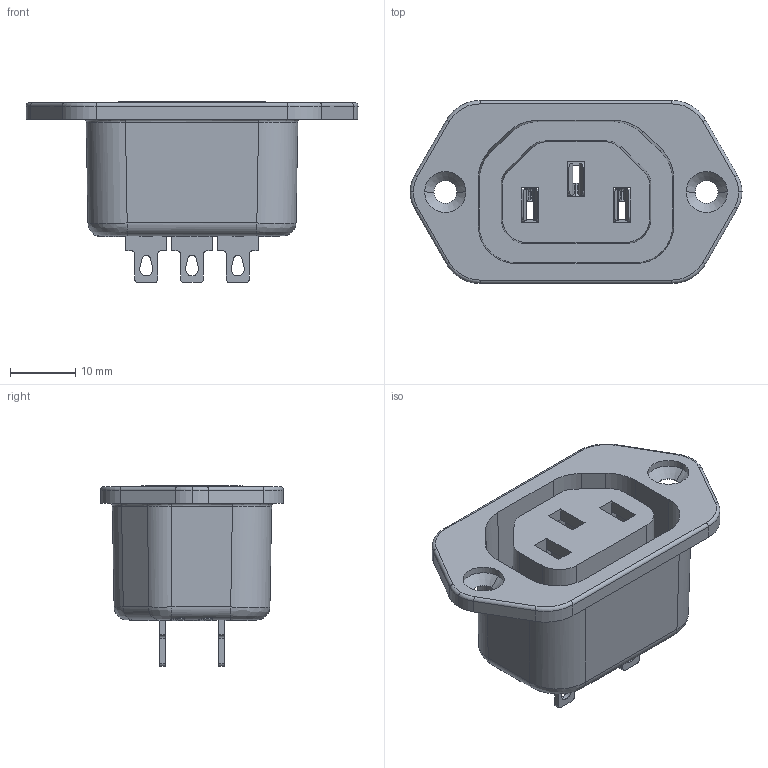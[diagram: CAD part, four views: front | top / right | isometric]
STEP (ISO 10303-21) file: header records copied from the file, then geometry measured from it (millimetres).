
FILE_DESCRIPTION(('OneSpaceDesigner STEP Export'),'2;1');
FILE_NAME('83030610_R1_Sheet-F_Screw-Mnt_Solder-Tab-Contacts_Assy_3-20-12.stp','2012-03-20T15:55:04',(''),(''),'OneSpace Designer STEP processor for AP214 (Solid Model)','OneSpace Designer 14.50 18-Oct-2006 (C) CoCreate Software GmbH','');
FILE_SCHEMA(('AUTOMOTIVE_DESIGN { 1 0 10303 214 1 1 1 1 }'));
Length unit declared in the file: millimetre
Products named in the file (5): 68024030_R5_Sheet-F_Screw-Mnt_for-QD-Contacts_3-20-12; Part-Number-Insert_83030610; 68024040_R1_Sheet-F_Screw-Mnt_for-Solder-Tab-Contacts_3-20-12; 55020610_R5_Sheet-F_Solder-Contact_4-6-11.2; 83030610_R1_Sheet-F_Screw-Mnt_Solder-Tab-Contacts_Assy_3-20-12
Assembly tree (6 placements, depth 3):
  83030610_R1_Sheet-F_Screw-Mnt_Solder-Tab-Contacts_Assy_3-20-12
    55020610_R5_Sheet-F_Solder-Contact_4-6-11.2  x3
    68024040_R1_Sheet-F_Screw-Mnt_for-Solder-Tab-Contacts_3-20-12
      Part-Number-Insert_83030610
      68024030_R5_Sheet-F_Screw-Mnt_for-QD-Contacts_3-20-12
Bounding box: 50.8 x 28 x 27.68 mm (x, y, z)
Volume: 8232.9 mm3; surface area: 10746.8 mm2
Topology: 5 solids, 5 shells, 1877 faces, 5313 edges, 3519 vertices
Faces by surface type: plane 1544, cylinder 256, extrusion 33, bspline 20, cone 16, torus 8
Entity records: 54700 total; most frequent: CARTESIAN_POINT 11128, ORIENTED_EDGE 9510, DIRECTION 8089, EDGE_CURVE 4755, VECTOR 4299, LINE 4266, VERTEX_POINT 3147, AXIS2_PLACEMENT_3D 1895
